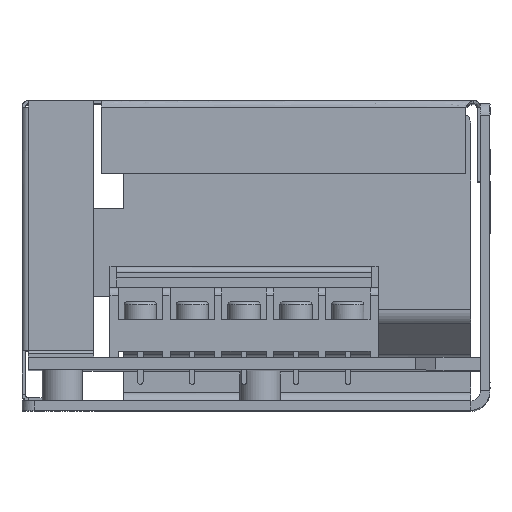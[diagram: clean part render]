
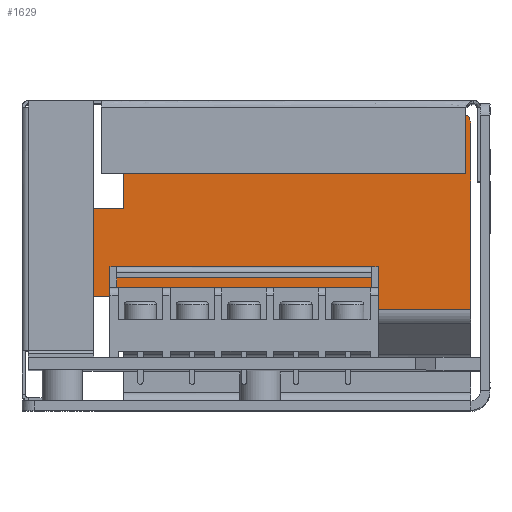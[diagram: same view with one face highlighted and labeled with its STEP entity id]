
A CAD part, top view. The second image highlights one B-rep face of the part: STEP entity #1629.
In plain terms, the highlighted free-form (B-spline) face has degree [1, 1] with [2, 2] control points.
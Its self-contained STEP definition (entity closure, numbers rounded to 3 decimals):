
#215 = VERTEX_POINT('',#216);
#216 = CARTESIAN_POINT('',(-20.221,31.927,
    -49.959));
#221 = EDGE_CURVE('',#222,#215,#224,.T.);
#222 = VERTEX_POINT('',#223);
#223 = CARTESIAN_POINT('',(-20.221,45.815,
    -49.959));
#224 = B_SPLINE_CURVE_WITH_KNOTS('',1,(#225,#226),.UNSPECIFIED.,.F.,.F.,
  (2,2),(-34.088,-23.649),.PIECEWISE_BEZIER_KNOTS.);
#225 = CARTESIAN_POINT('',(-20.221,45.815,
    -49.959));
#226 = CARTESIAN_POINT('',(-20.221,31.927,
    -49.959));
#1484 = VERTEX_POINT('',#1485);
#1485 = CARTESIAN_POINT('',(-20.221,15.214,
    -49.959));
#1520 = VERTEX_POINT('',#1521);
#1521 = CARTESIAN_POINT('',(36.982,15.214,
    -49.959));
#1543 = EDGE_CURVE('',#1520,#1484,#1544,.T.);
#1544 = B_SPLINE_CURVE_WITH_KNOTS('',1,(#1545,#1546),.UNSPECIFIED.,.F.,
  .F.,(2,2),(-43.,0.),.PIECEWISE_BEZIER_KNOTS.);
#1545 = CARTESIAN_POINT('',(36.982,15.214,
    -49.959));
#1546 = CARTESIAN_POINT('',(-20.221,15.214,
    -49.959));
#1577 = EDGE_CURVE('',#1578,#1484,#1580,.T.);
#1578 = VERTEX_POINT('',#1579);
#1579 = CARTESIAN_POINT('',(-20.221,17.294,
    -49.959));
#1580 = B_SPLINE_CURVE_WITH_KNOTS('',1,(#1581,#1582),.UNSPECIFIED.,.F.,
  .F.,(2,2),(-12.649,-11.085),.PIECEWISE_BEZIER_KNOTS.);
#1581 = CARTESIAN_POINT('',(-20.221,17.294,
    -49.959));
#1582 = CARTESIAN_POINT('',(-20.221,15.214,
    -49.959));
#1613 = VERTEX_POINT('',#1614);
#1614 = CARTESIAN_POINT('',(36.982,45.815,
    -49.959));
#1619 = EDGE_CURVE('',#1520,#1613,#1620,.T.);
#1620 = B_SPLINE_CURVE_WITH_KNOTS('',1,(#1621,#1622),.UNSPECIFIED.,.F.,
  .F.,(2,2),(11.085,34.088),.PIECEWISE_BEZIER_KNOTS.);
#1621 = CARTESIAN_POINT('',(36.982,15.214,
    -49.959));
#1622 = CARTESIAN_POINT('',(36.982,45.815,
    -49.959));
#1629 = ADVANCED_FACE('',(#1630),#1676,.F.);
#1630 = FACE_BOUND('',#1631,.T.);
#1631 = EDGE_LOOP('',(#1632,#1633,#1641,#1648,#1654,#1655,#1662,#1669,
    #1674,#1675));
#1632 = ORIENTED_EDGE('',*,*,#1619,.T.);
#1633 = ORIENTED_EDGE('',*,*,#1634,.T.);
#1634 = EDGE_CURVE('',#1613,#1635,#1637,.T.);
#1635 = VERTEX_POINT('',#1636);
#1636 = CARTESIAN_POINT('',(34.987,47.811,
    -49.959));
#1637 = ( BOUNDED_CURVE() B_SPLINE_CURVE(2,(#1638,#1639,#1640),
.UNSPECIFIED.,.F.,.F.) B_SPLINE_CURVE_WITH_KNOTS((3,3),(3.142,
4.712),.PIECEWISE_BEZIER_KNOTS.) CURVE() 
GEOMETRIC_REPRESENTATION_ITEM() RATIONAL_B_SPLINE_CURVE((1.,
0.707,1.)) REPRESENTATION_ITEM('') );
#1638 = CARTESIAN_POINT('',(36.982,45.815,
    -49.959));
#1639 = CARTESIAN_POINT('',(36.982,47.811,
    -49.959));
#1640 = CARTESIAN_POINT('',(34.987,47.811,
    -49.959));
#1641 = ORIENTED_EDGE('',*,*,#1642,.T.);
#1642 = EDGE_CURVE('',#1635,#1643,#1645,.T.);
#1643 = VERTEX_POINT('',#1644);
#1644 = CARTESIAN_POINT('',(-18.225,47.811,
    -49.959));
#1645 = B_SPLINE_CURVE_WITH_KNOTS('',1,(#1646,#1647),.UNSPECIFIED.,.F.,
  .F.,(2,2),(-26.3,13.7),.PIECEWISE_BEZIER_KNOTS.);
#1646 = CARTESIAN_POINT('',(34.987,47.811,
    -49.959));
#1647 = CARTESIAN_POINT('',(-18.225,47.811,
    -49.959));
#1648 = ORIENTED_EDGE('',*,*,#1649,.T.);
#1649 = EDGE_CURVE('',#1643,#222,#1650,.T.);
#1650 = ( BOUNDED_CURVE() B_SPLINE_CURVE(2,(#1651,#1652,#1653),
.UNSPECIFIED.,.F.,.F.) B_SPLINE_CURVE_WITH_KNOTS((3,3),(4.712,
6.283),.PIECEWISE_BEZIER_KNOTS.) CURVE() 
GEOMETRIC_REPRESENTATION_ITEM() RATIONAL_B_SPLINE_CURVE((1.,
0.707,1.)) REPRESENTATION_ITEM('') );
#1651 = CARTESIAN_POINT('',(-18.225,47.811,
    -49.959));
#1652 = CARTESIAN_POINT('',(-20.221,47.811,
    -49.959));
#1653 = CARTESIAN_POINT('',(-20.221,45.815,
    -49.959));
#1654 = ORIENTED_EDGE('',*,*,#221,.T.);
#1655 = ORIENTED_EDGE('',*,*,#1656,.T.);
#1656 = EDGE_CURVE('',#215,#1657,#1659,.T.);
#1657 = VERTEX_POINT('',#1658);
#1658 = CARTESIAN_POINT('',(-36.45,31.927,
    -49.959));
#1659 = B_SPLINE_CURVE_WITH_KNOTS('',1,(#1660,#1661),.UNSPECIFIED.,.F.,
  .F.,(2,2),(0.,12.2),.PIECEWISE_BEZIER_KNOTS.);
#1660 = CARTESIAN_POINT('',(-20.221,31.927,
    -49.959));
#1661 = CARTESIAN_POINT('',(-36.45,31.927,
    -49.959));
#1662 = ORIENTED_EDGE('',*,*,#1663,.T.);
#1663 = EDGE_CURVE('',#1657,#1664,#1666,.T.);
#1664 = VERTEX_POINT('',#1665);
#1665 = CARTESIAN_POINT('',(-36.45,17.294,
    -49.959));
#1666 = B_SPLINE_CURVE_WITH_KNOTS('',1,(#1667,#1668),.UNSPECIFIED.,.F.,
  .F.,(2,2),(0.,11.),.PIECEWISE_BEZIER_KNOTS.);
#1667 = CARTESIAN_POINT('',(-36.45,31.927,
    -49.959));
#1668 = CARTESIAN_POINT('',(-36.45,17.294,
    -49.959));
#1669 = ORIENTED_EDGE('',*,*,#1670,.T.);
#1670 = EDGE_CURVE('',#1664,#1578,#1671,.T.);
#1671 = B_SPLINE_CURVE_WITH_KNOTS('',1,(#1672,#1673),.UNSPECIFIED.,.F.,
  .F.,(2,2),(-12.2,0.),.PIECEWISE_BEZIER_KNOTS.);
#1672 = CARTESIAN_POINT('',(-36.45,17.294,
    -49.959));
#1673 = CARTESIAN_POINT('',(-20.221,17.294,
    -49.959));
#1674 = ORIENTED_EDGE('',*,*,#1577,.T.);
#1675 = ORIENTED_EDGE('',*,*,#1543,.F.);
#1676 = B_SPLINE_SURFACE_WITH_KNOTS('',1,1,(
    (#1677,#1678)
    ,(#1679,#1680
    )),.UNSPECIFIED.,.F.,.F.,.F.,(2,2),(2,2),(-27.8,27.4),(
    11.085,35.588),.PIECEWISE_BEZIER_KNOTS.);
#1677 = CARTESIAN_POINT('',(36.982,15.214,
    -49.959));
#1678 = CARTESIAN_POINT('',(36.982,47.811,
    -49.959));
#1679 = CARTESIAN_POINT('',(-36.45,15.214,
    -49.959));
#1680 = CARTESIAN_POINT('',(-36.45,47.811,
    -49.959));
